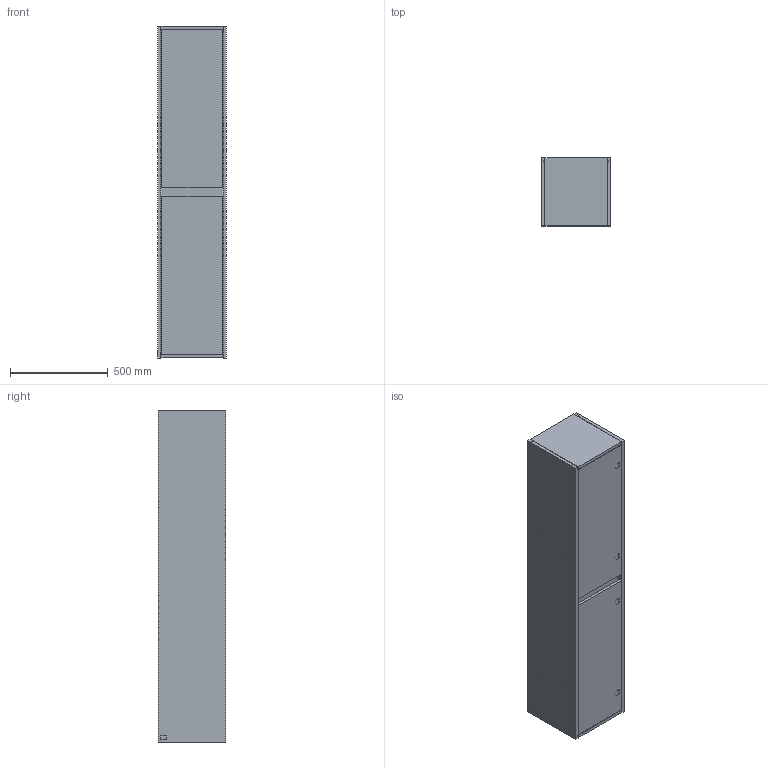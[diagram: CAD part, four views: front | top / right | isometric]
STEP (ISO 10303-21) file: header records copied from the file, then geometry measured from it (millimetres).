
FILE_DESCRIPTION(/* description */ (''),/* implementation_level */ '2;1');
FILE_NAME(/* name */ 'C80101_RFS.stp',/* time_stamp */ '2024-11-06T08:30:53+01:00',/* author */ ('schmidtkonj'),/* organization */ (''),/* preprocessor_version */ 'ST-DEVELOPER v18.1',/* originating_system */ 'Autodesk Inventor 2021',/* authorisation */ '');
FILE_SCHEMA (('AUTOMOTIVE_DESIGN { 1 0 10303 214 3 1 1 }'));
Products named in the file (79): C80101_RFS; C80101_RFS_1; C80101_RFS_1_1; C80101_RFS_2; C80101_RFS_3; C80101_RFS_4; C80101_RFS_5; C80101_RFS_6; C80101_RFS_7; C80101_RFS_8; C80101_RFS_9; C80101_RFS_10; C80101_RFS_11; C80101_RFS_12; C80101_RFS_13; C80101_RFS_14; C80101_RFS_15; C80101_RFS_16; C80101_RFS_17; C80101_RFS_18; C80101_RFS_19; C80101_RFS_20; C80101_RFS_21; C80101_RFS_22; C80101_RFS_23; C80101_RFS_24; C80101_RFS_25; C80101_RFS_26; C80101_RFS_27; C80101_RFS_28; C80101_RFS_29; C80101_RFS_30; C80101_RFS_31; C80101_RFS_32; C80101_RFS_33; C80101_RFS_34; C80101_RFS_35; C80101_RFS_36; C80101_RFS_37; C80101_RFS_38 ...
Assembly tree (78 placements, depth 2):
  C80101_RFS
    C80101_RFS_1
    C80101_RFS_1_1
    C80101_RFS_2
    C80101_RFS_3
    C80101_RFS_4
    C80101_RFS_5
    C80101_RFS_6
    C80101_RFS_7
    C80101_RFS_8
    C80101_RFS_9
    C80101_RFS_10
    C80101_RFS_11
    C80101_RFS_12
    C80101_RFS_13
    C80101_RFS_14
    C80101_RFS_15
    C80101_RFS_16
    C80101_RFS_17
    C80101_RFS_18
    C80101_RFS_19
    C80101_RFS_20
    C80101_RFS_21
    C80101_RFS_22
    C80101_RFS_23
    C80101_RFS_24
    C80101_RFS_25
    C80101_RFS_26
    C80101_RFS_27
    C80101_RFS_28
    C80101_RFS_29
    C80101_RFS_30
    C80101_RFS_31
    C80101_RFS_32
    C80101_RFS_33
    C80101_RFS_34
    C80101_RFS_35
    C80101_RFS_36
    C80101_RFS_37
    C80101_RFS_38
    C80101_RFS_39
    C80101_RFS_40
    C80101_RFS_41
    C80101_RFS_42
    C80101_RFS_43
    C80101_RFS_44
    C80101_RFS_45
    C80101_RFS_46
    C80101_RFS_47
    C80101_RFS_48
    C80101_RFS_49
    C80101_RFS_50
    C80101_RFS_51
    C80101_RFS_52
    C80101_RFS_53
    C80101_RFS_54
    C80101_RFS_55
    C80101_RFS_56
    C80101_RFS_57
    C80101_RFS_58
Bounding box: 350.5 x 348 x 1700 mm (x, y, z)
Volume: 39130112.2 mm3; surface area: 6457527.7 mm2
Topology: 78 solids, 78 shells, 2597 faces, 6703 edges, 4463 vertices
Faces by surface type: plane 1673, cylinder 742, bspline 78, cone 55, torus 49
Full cylindrical faces by diameter (mm): 3 x84, 4.6 x16, 4.9 x2, 5 x16, 7.7 x2, 11 x5, 15 x5
Entity records: 85528 total; most frequent: CARTESIAN_POINT 17824, DIRECTION 13785, ORIENTED_EDGE 13406, EDGE_CURVE 6703, AXIS2_PLACEMENT_3D 4714, VERTEX_POINT 4463, LINE 4357, VECTOR 4357
